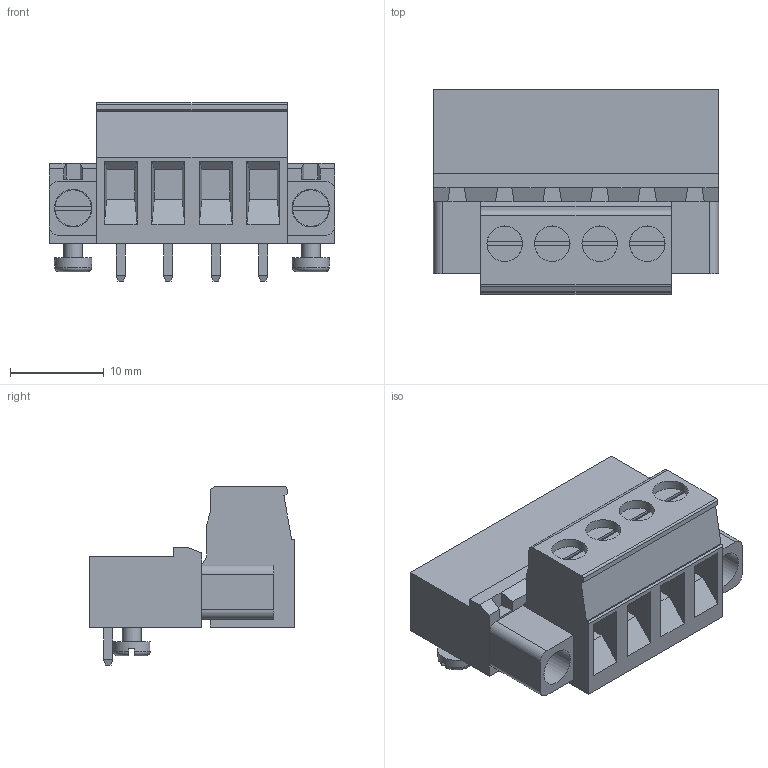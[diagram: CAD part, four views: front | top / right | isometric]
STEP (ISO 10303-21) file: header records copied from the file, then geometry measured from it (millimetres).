
FILE_DESCRIPTION(/* description */ ('model of PhoenixContact_MSTB-GF_04x5.08mm_Angled_ThreadedFlange_MountHole.'),/* implementation_level */ FILE_NAME(/* name */ 'PhoenixContact_MSTB-GF_04x5.08mm_Angled_ThreadedFlange_MountHole..stp',/* time_stamp */ '2017-06-08T17:36:54',/* author */ ('Rene Poeschl',''),/* organization */ (''),/* preprocessor_version */ '',/* originating_system */ '',/* authorisation */ '');
FILE_NAME(/* name */ 'PhoenixContact_MSTB-GF_04x5.08mm_Angled_ThreadedFlange_MountHole..stp',/* time_stamp */ '2017-06-08T17:36:54',/* author */ ('Rene Poeschl',''),/* organization */ (''),/* preprocessor_version */ '',/* originating_system */ '',/* authorisation */ '');
FILE_SCHEMA(('AUTOMOTIVE_DESIGN_CC2 { 1 2 10303 214 -1 1 5 4 }'));
Length unit declared in the file: millimetre
Products named in the file (1): MSTB_01x04_GF_5_08mm_MH
Bounding box: 30.48 x 21.9 x 19.05 mm (x, y, z)
Volume: 5790.5 mm3; surface area: 3239.4 mm2
Topology: 1 solids, 1 shells, 200 faces, 488 edges, 310 vertices
Faces by surface type: plane 161, cylinder 19, bspline 16, torus 4
Full cylindrical faces by diameter (mm): 2 x2, 3.8 x4, 3.9 x2, 4 x4
Entity records: 7941 total; most frequent: CARTESIAN_POINT 1863, ORIENTED_EDGE 976, DIRECTION 910, EDGE_CURVE 488, LINE 388, VECTOR 388, VERTEX_POINT 310, AXIS2_PLACEMENT_3D 261
